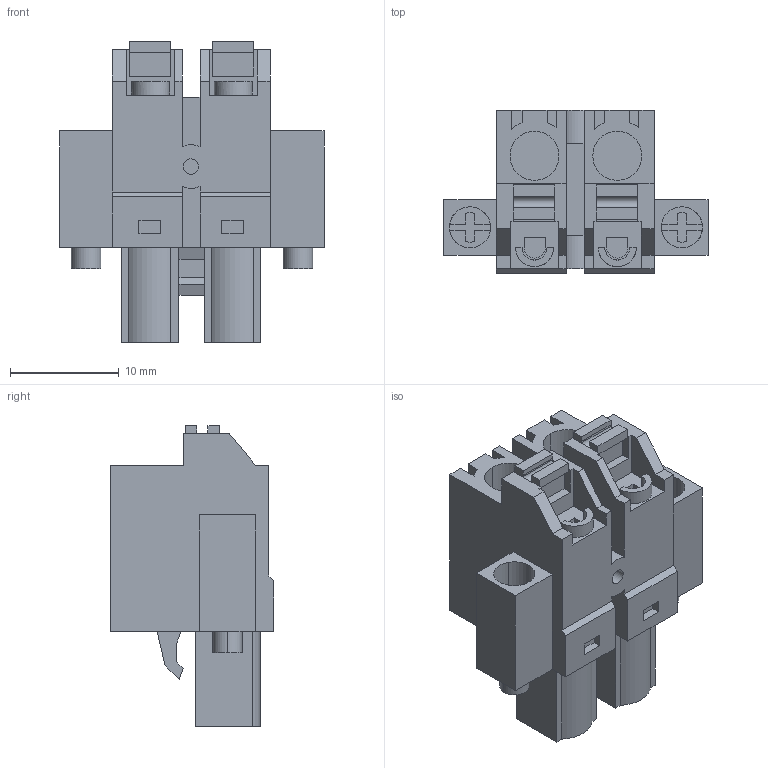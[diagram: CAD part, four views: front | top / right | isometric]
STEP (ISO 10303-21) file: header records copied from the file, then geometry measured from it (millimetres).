
FILE_DESCRIPTION(('CATIA V5 STEP Exchange','CAx-IF Rec.Pracs.--- Model Styling and Organization---1.2---2011-12-15'),'2;1');
FILE_NAME ('D1447621_0_1043870000_1043870000.stp','2017-04-08T10:36:32+00:00',('none'),('Weidmueller'),'CATIA Version 5-6 Release 2014','CATIA V5 STEP AP214','none');
FILE_SCHEMA(('AUTOMOTIVE_DESIGN { 1 0 10303 214 1 1 1 1 }'));
Length unit declared in the file: millimetre
Products named in the file (1): 1043870000
Bounding box: 24.3 x 15.05 x 27.67 mm (x, y, z)
Volume: 4004.5 mm3; surface area: 3275.8 mm2
Topology: 5 solids, 5 shells, 250 faces, 673 edges, 454 vertices
Faces by surface type: plane 196, cylinder 53, extrusion 1
Entity records: 7740 total; most frequent: CARTESIAN_POINT 1596, ORIENTED_EDGE 1346, DIRECTION 1071, EDGE_CURVE 673, VECTOR 542, LINE 541, VERTEX_POINT 454, AXIS2_PLACEMENT_3D 321
